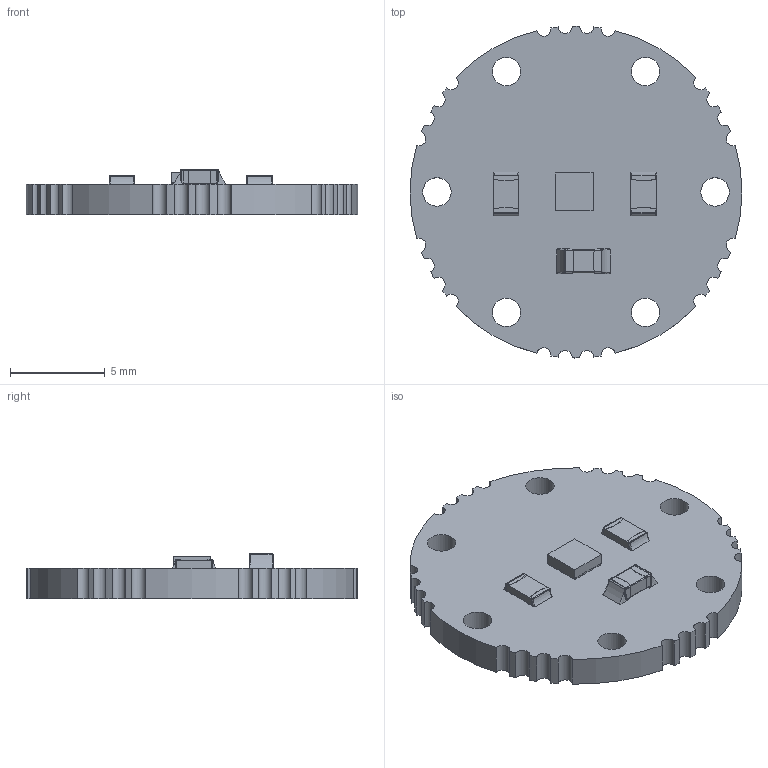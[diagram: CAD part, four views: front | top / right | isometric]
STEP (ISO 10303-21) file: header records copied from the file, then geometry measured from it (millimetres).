
FILE_DESCRIPTION(/* description */ (''),/* implementation_level */ '2;1');
FILE_NAME(/* name */ 'flora uv sensor v6.step',/* time_stamp */ '2023-10-19T15:19:11+01:00',/* author */ (''),/* organization */ (''),/* preprocessor_version */ 'ST-DEVELOPER v20',/* originating_system */ 'Autodesk Translation Framework v12.9.0.99',/* authorisation */ '');
FILE_SCHEMA (('AUTOMOTIVE_DESIGN { 1 0 10303 214 3 1 1 }'));
Length unit declared in the file: millimetre
Products named in the file (7): (Unsaved); board; cap0805_03 v2; resistor_0805 v2; Si1145_uv_sensor v1; Component4; Component5
Assembly tree (7 placements, depth 3):
  (Unsaved)
    board
    cap0805_03 v2
    resistor_0805 v2  x2
    Si1145_uv_sensor v1
      Component4
      Component5
Bounding box: 17.5 x 17.5 x 2.4 mm (x, y, z)
Volume: 366.7 mm3; surface area: 674.4 mm2
Topology: 22 solids, 22 shells, 384 faces, 964 edges, 608 vertices
Faces by surface type: plane 184, cylinder 138, bspline 46, sphere 16
Full cylindrical faces by diameter (mm): 1.5 x6
Entity records: 11023 total; most frequent: CARTESIAN_POINT 2924, ORIENTED_EDGE 1644, DIRECTION 1612, EDGE_CURVE 822, AXIS2_PLACEMENT_3D 548, VERTEX_POINT 520, LINE 516, VECTOR 516
